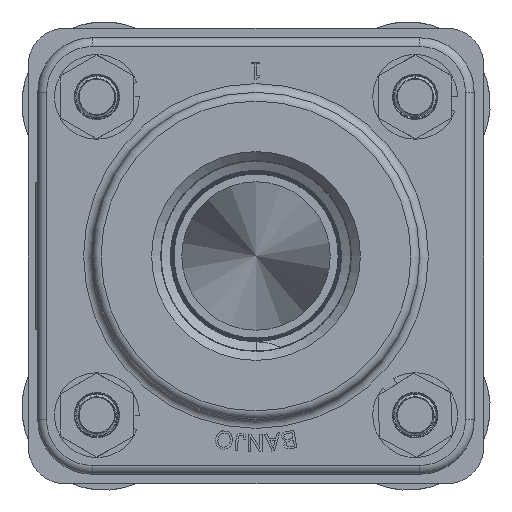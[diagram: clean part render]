
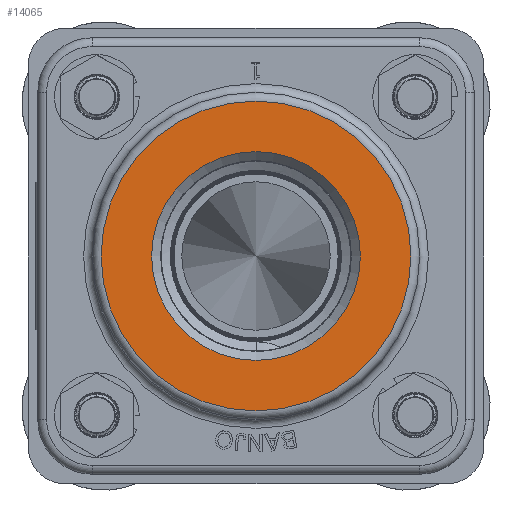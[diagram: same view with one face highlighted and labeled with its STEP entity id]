
A CAD part, front view. The second image highlights one B-rep face of the part: STEP entity #14065.
In plain terms, the highlighted face is planar.
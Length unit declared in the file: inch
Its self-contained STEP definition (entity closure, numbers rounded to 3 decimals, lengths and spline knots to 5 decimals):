
#226=FACE_BOUND('',#2496,.T.);
#610=PLANE('',#15253);
#1633=FACE_OUTER_BOUND('',#2495,.T.);
#2495=EDGE_LOOP('',(#12752,#12753));
#2496=EDGE_LOOP('',(#12754));
#3360=CIRCLE('',#15243,1.065);
#3365=CIRCLE('',#15248,1.065);
#3369=CIRCLE('',#15254,0.7175);
#7047=VERTEX_POINT('',#29366);
#7048=VERTEX_POINT('',#29367);
#7055=VERTEX_POINT('',#29386);
#8972=EDGE_CURVE('',#7047,#7048,#3360,.T.);
#8977=EDGE_CURVE('',#7048,#7047,#3365,.T.);
#8982=EDGE_CURVE('',#7055,#7055,#3369,.T.);
#12752=ORIENTED_EDGE('',*,*,#8972,.F.);
#12753=ORIENTED_EDGE('',*,*,#8977,.F.);
#12754=ORIENTED_EDGE('',*,*,#8982,.F.);
#14065=ADVANCED_FACE('',(#1633,#226),#610,.T.);
#15243=AXIS2_PLACEMENT_3D('',#29368,#18251,#18252);
#15248=AXIS2_PLACEMENT_3D('',#29376,#18261,#18262);
#15253=AXIS2_PLACEMENT_3D('',#29385,#18272,#18273);
#15254=AXIS2_PLACEMENT_3D('',#29387,#18274,#18275);
#18251=DIRECTION('center_axis',(-1.,0.,0.));
#18252=DIRECTION('ref_axis',(0.,-1.,0.));
#18261=DIRECTION('center_axis',(-1.,0.,0.));
#18262=DIRECTION('ref_axis',(0.,-1.,0.));
#18272=DIRECTION('center_axis',(1.,0.,0.));
#18273=DIRECTION('ref_axis',(0.,0.,-1.));
#18274=DIRECTION('center_axis',(1.,0.,0.));
#18275=DIRECTION('ref_axis',(0.,-1.,0.));
#29366=CARTESIAN_POINT('',(1.15,1.065,0.));
#29367=CARTESIAN_POINT('',(1.15,0.,1.065));
#29368=CARTESIAN_POINT('Origin',(1.15,0.,0.));
#29376=CARTESIAN_POINT('Origin',(1.15,0.,0.));
#29385=CARTESIAN_POINT('Origin',(1.15,0.6575,0.));
#29386=CARTESIAN_POINT('',(1.15,0.7175,0.));
#29387=CARTESIAN_POINT('Origin',(1.15,0.,0.));
